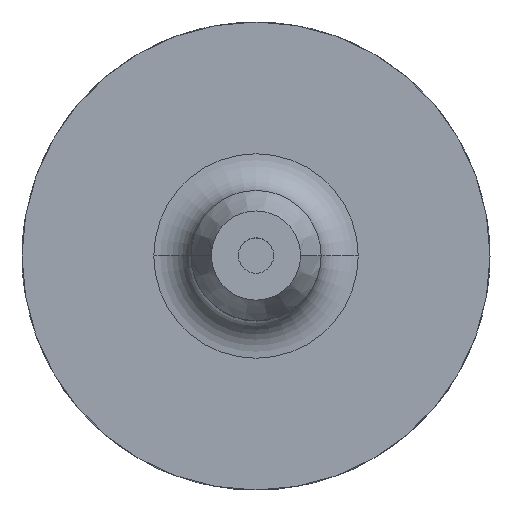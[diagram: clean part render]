
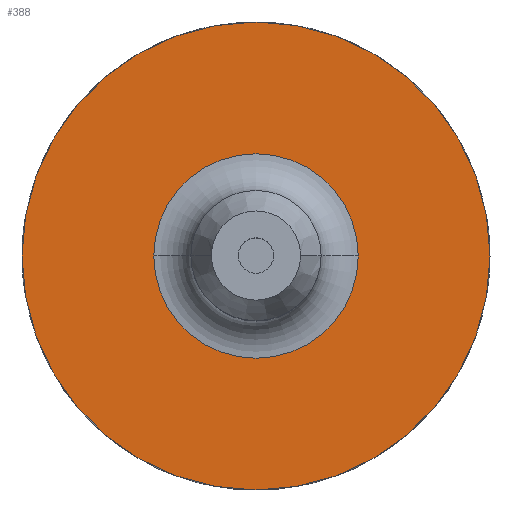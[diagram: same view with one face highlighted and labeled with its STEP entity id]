
A CAD part, top view. The second image highlights one B-rep face of the part: STEP entity #388.
In plain terms, the highlighted planar face has unit normal (0, 0, 1).
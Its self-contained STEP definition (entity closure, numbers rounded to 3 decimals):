
#21 = AXIS2_PLACEMENT_3D ( 'NONE', #819, #451, #560 ) ;
#29 = DIRECTION ( 'NONE',  ( -1., 0., 0. ) ) ;
#74 = ORIENTED_EDGE ( 'NONE', *, *, #1211, .F. ) ;
#149 = DIRECTION ( 'NONE',  ( 0., 0., -1. ) ) ;
#201 = AXIS2_PLACEMENT_3D ( 'NONE', #245, #258, #1117 ) ;
#213 = CIRCLE ( 'NONE', #1531, 13.763 ) ;
#245 = CARTESIAN_POINT ( 'NONE',  ( 0., 0., 27. ) ) ;
#258 = DIRECTION ( 'NONE',  ( 0., 0., -1. ) ) ;
#301 = CARTESIAN_POINT ( 'NONE',  ( 0., 0., 27. ) ) ;
#345 = ORIENTED_EDGE ( 'NONE', *, *, #1165, .T. ) ;
#386 = CARTESIAN_POINT ( 'NONE',  ( 13.763, 0., 27. ) ) ;
#388 = ADVANCED_FACE ( 'NONE', ( #848, #1581 ), #644, .F. ) ;
#451 = DIRECTION ( 'NONE',  ( 0., 0., -1. ) ) ;
#454 = CIRCLE ( 'NONE', #21, 13.763 ) ;
#509 = EDGE_CURVE ( 'NONE', #1110, #572, #1232, .T. ) ;
#560 = DIRECTION ( 'NONE',  ( -1., 0., 0. ) ) ;
#572 = VERTEX_POINT ( 'NONE', #1031 ) ;
#643 = EDGE_CURVE ( 'NONE', #1234, #1060, #454, .T. ) ;
#644 = PLANE ( 'NONE',  #1325 ) ;
#645 = DIRECTION ( 'NONE',  ( -1., 0., 0. ) ) ;
#757 = DIRECTION ( 'NONE',  ( 0., 0., -1. ) ) ;
#819 = CARTESIAN_POINT ( 'NONE',  ( 0., 0., 27. ) ) ;
#848 = FACE_BOUND ( 'NONE', #1181, .T. ) ;
#968 = EDGE_LOOP ( 'NONE', ( #1093, #74 ) ) ;
#1031 = CARTESIAN_POINT ( 'NONE',  ( 31.5, 0., 27. ) ) ;
#1052 = ORIENTED_EDGE ( 'NONE', *, *, #643, .T. ) ;
#1056 = CARTESIAN_POINT ( 'NONE',  ( -13.763, 0., 27. ) ) ;
#1060 = VERTEX_POINT ( 'NONE', #1056 ) ;
#1093 = ORIENTED_EDGE ( 'NONE', *, *, #509, .F. ) ;
#1110 = VERTEX_POINT ( 'NONE', #1338 ) ;
#1117 = DIRECTION ( 'NONE',  ( -1., 0., 0. ) ) ;
#1165 = EDGE_CURVE ( 'NONE', #1060, #1234, #213, .T. ) ;
#1167 = DIRECTION ( 'NONE',  ( 0., 0., -1. ) ) ;
#1181 = EDGE_LOOP ( 'NONE', ( #345, #1052 ) ) ;
#1205 = CIRCLE ( 'NONE', #201, 31.5 ) ;
#1211 = EDGE_CURVE ( 'NONE', #572, #1110, #1205, .T. ) ;
#1232 = CIRCLE ( 'NONE', #1514, 31.5 ) ;
#1234 = VERTEX_POINT ( 'NONE', #386 ) ;
#1290 = DIRECTION ( 'NONE',  ( -1., 0., 0. ) ) ;
#1325 = AXIS2_PLACEMENT_3D ( 'NONE', #1505, #149, #29 ) ;
#1338 = CARTESIAN_POINT ( 'NONE',  ( -31.5, 0., 27. ) ) ;
#1489 = CARTESIAN_POINT ( 'NONE',  ( 0., 0., 27. ) ) ;
#1505 = CARTESIAN_POINT ( 'NONE',  ( 0., 8.763, 27. ) ) ;
#1514 = AXIS2_PLACEMENT_3D ( 'NONE', #301, #1167, #1290 ) ;
#1531 = AXIS2_PLACEMENT_3D ( 'NONE', #1489, #757, #645 ) ;
#1581 = FACE_OUTER_BOUND ( 'NONE', #968, .T. ) ;
